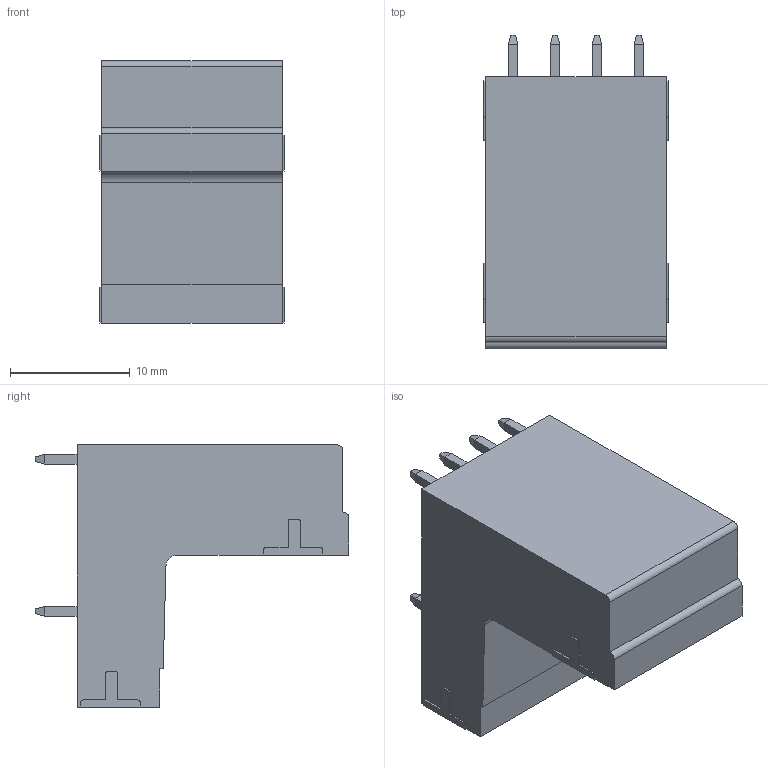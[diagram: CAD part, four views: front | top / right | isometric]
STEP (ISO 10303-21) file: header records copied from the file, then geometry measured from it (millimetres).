
FILE_DESCRIPTION((''),'2;1');
FILE_NAME('TLPHDC-005R-XXP','2024-09-23T14:53:39',('sheji109'),(''),'CREO PARAMETRIC BY PTC INC, 2018100','CREO PARAMETRIC BY PTC INC, 2018100','');
FILE_SCHEMA(('CONFIG_CONTROL_DESIGN'));
Length unit declared in the file: millimetre
Products named in the file (1): TLPHDC-005R-XXP
Bounding box: 15.4 x 26.2 x 21.9 mm (x, y, z)
Volume: 3622 mm3; surface area: 3543.5 mm2
Topology: 1 solids, 1 shells, 662 faces, 1796 edges, 1168 vertices
Faces by surface type: plane 467, cylinder 139, cone 40, torus 16
Entity records: 20800 total; most frequent: CARTESIAN_POINT 3938, ORIENTED_EDGE 3592, DIRECTION 3374, EDGE_CURVE 1796, VECTOR 1382, LINE 1382, VERTEX_POINT 1168, AXIS2_PLACEMENT_3D 996
